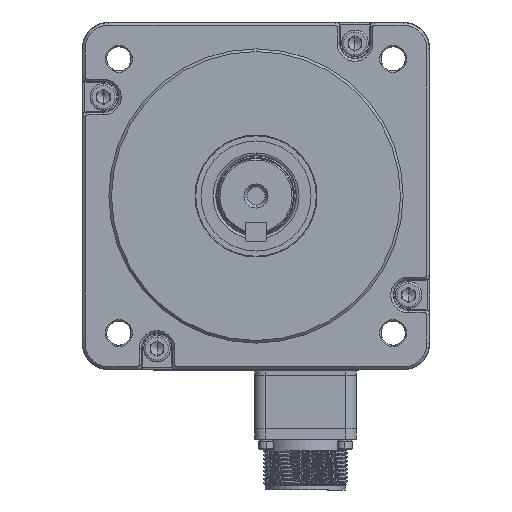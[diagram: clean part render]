
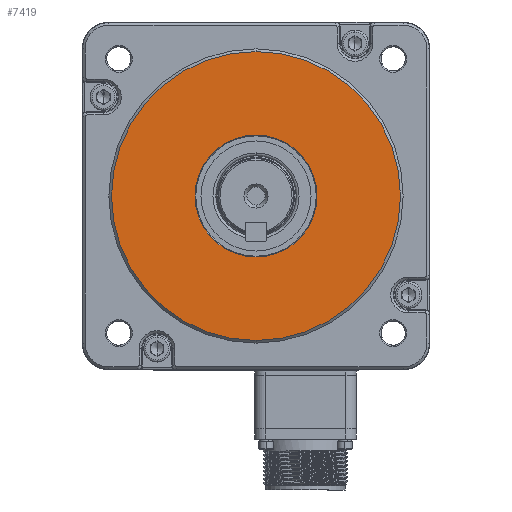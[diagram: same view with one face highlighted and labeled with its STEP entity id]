
A CAD part, left-side view. The second image highlights one B-rep face of the part: STEP entity #7419.
In plain terms, the highlighted planar face has unit normal (-1, 0, 0).
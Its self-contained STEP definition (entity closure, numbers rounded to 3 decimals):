
#775 = CARTESIAN_POINT ( 'NONE',  ( 57., 0., 0. ) ) ;
#1565 = CARTESIAN_POINT ( 'NONE',  ( 57., 0., -22.789 ) ) ;
#2834 = CARTESIAN_POINT ( 'NONE',  ( 57., 0., 54. ) ) ;
#3967 = CIRCLE ( 'NONE', #36145, 54. ) ;
#4615 = CARTESIAN_POINT ( 'NONE',  ( 57., 0., 0. ) ) ;
#5145 = CARTESIAN_POINT ( 'NONE',  ( 57., 0., 0. ) ) ;
#5505 = VERTEX_POINT ( 'NONE', #2834 ) ;
#5510 = DIRECTION ( 'NONE',  ( 0., 0., -1. ) ) ;
#7419 = ADVANCED_FACE ( 'NONE', ( #9755, #47161 ), #37757, .F. ) ;
#7462 = CIRCLE ( 'NONE', #58747, 22.789 ) ;
#7787 = EDGE_CURVE ( 'NONE', #26566, #53382, #7462, .T. ) ;
#9322 = DIRECTION ( 'NONE',  ( 0., 0., -1. ) ) ;
#9755 = FACE_OUTER_BOUND ( 'NONE', #47483, .T. ) ;
#9862 = DIRECTION ( 'NONE',  ( 0., 0., -1. ) ) ;
#17467 = CARTESIAN_POINT ( 'NONE',  ( 57., 0., 22.789 ) ) ;
#19365 = DIRECTION ( 'NONE',  ( -1., 0., 0. ) ) ;
#19687 = EDGE_CURVE ( 'NONE', #53382, #26566, #27913, .T. ) ;
#20240 = CARTESIAN_POINT ( 'NONE',  ( 57., 0., 0. ) ) ;
#20516 = ORIENTED_EDGE ( 'NONE', *, *, #28444, .F. ) ;
#20695 = AXIS2_PLACEMENT_3D ( 'NONE', #20240, #53059, #24979 ) ;
#23209 = ORIENTED_EDGE ( 'NONE', *, *, #7787, .F. ) ;
#23673 = ORIENTED_EDGE ( 'NONE', *, *, #56355, .F. ) ;
#24979 = DIRECTION ( 'NONE',  ( 0., 0., -1. ) ) ;
#26566 = VERTEX_POINT ( 'NONE', #1565 ) ;
#27784 = ORIENTED_EDGE ( 'NONE', *, *, #19687, .F. ) ;
#27913 = CIRCLE ( 'NONE', #42590, 22.789 ) ;
#28444 = EDGE_CURVE ( 'NONE', #5505, #58865, #3967, .T. ) ;
#29740 = CIRCLE ( 'NONE', #20695, 54. ) ;
#33087 = EDGE_LOOP ( 'NONE', ( #27784, #23209 ) ) ;
#33569 = DIRECTION ( 'NONE',  ( -1., 0., 0. ) ) ;
#34176 = CARTESIAN_POINT ( 'NONE',  ( 57., 0., -54. ) ) ;
#36145 = AXIS2_PLACEMENT_3D ( 'NONE', #4615, #37429, #9322 ) ;
#37429 = DIRECTION ( 'NONE',  ( 1., 0., 0. ) ) ;
#37757 = PLANE ( 'NONE',  #45392 ) ;
#37935 = DIRECTION ( 'NONE',  ( 1., 0., 0. ) ) ;
#42590 = AXIS2_PLACEMENT_3D ( 'NONE', #47432, #19365, #52172 ) ;
#45392 = AXIS2_PLACEMENT_3D ( 'NONE', #5145, #37935, #9862 ) ;
#47161 = FACE_BOUND ( 'NONE', #33087, .T. ) ;
#47432 = CARTESIAN_POINT ( 'NONE',  ( 57., 0., 0. ) ) ;
#47483 = EDGE_LOOP ( 'NONE', ( #23673, #20516 ) ) ;
#52172 = DIRECTION ( 'NONE',  ( 0., 0., -1. ) ) ;
#53059 = DIRECTION ( 'NONE',  ( 1., 0., 0. ) ) ;
#53382 = VERTEX_POINT ( 'NONE', #17467 ) ;
#56355 = EDGE_CURVE ( 'NONE', #58865, #5505, #29740, .T. ) ;
#58747 = AXIS2_PLACEMENT_3D ( 'NONE', #775, #33569, #5510 ) ;
#58865 = VERTEX_POINT ( 'NONE', #34176 ) ;
